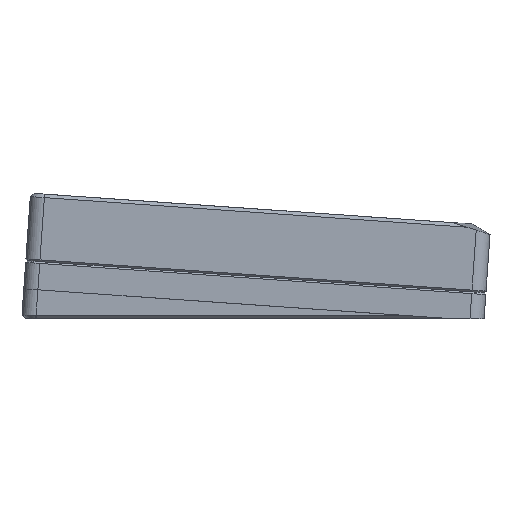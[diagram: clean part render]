
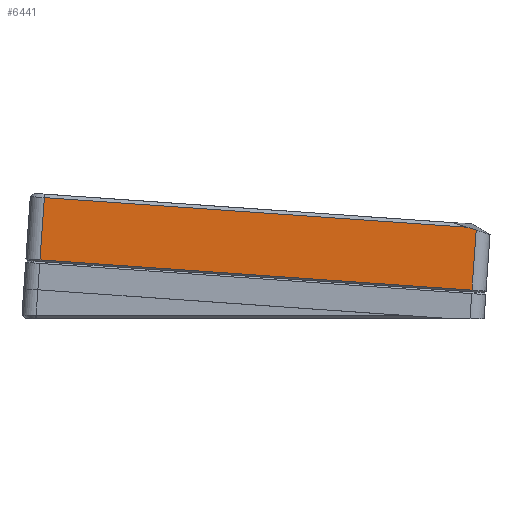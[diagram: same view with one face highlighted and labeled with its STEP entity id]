
A CAD part, left-side view. The second image highlights one B-rep face of the part: STEP entity #6441.
In plain terms, the highlighted planar face has unit normal (-1, 0, 0).
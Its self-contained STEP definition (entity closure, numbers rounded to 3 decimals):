
#314=PLANE('',#7045);
#666=FACE_OUTER_BOUND('',#1071,.T.);
#1071=EDGE_LOOP('',(#5803,#5804,#5805,#5806,#5807));
#1714=LINE('',#10796,#2379);
#1715=LINE('',#10850,#2380);
#1732=LINE('',#10944,#2397);
#1734=LINE('',#10950,#2399);
#1735=LINE('',#10951,#2400);
#2379=VECTOR('',#8777,10.);
#2380=VECTOR('',#8778,10.);
#2397=VECTOR('',#8825,10.);
#2399=VECTOR('',#8831,10.);
#2400=VECTOR('',#8832,10.);
#3232=VERTEX_POINT('',#10787);
#3233=VERTEX_POINT('',#10791);
#3234=VERTEX_POINT('',#10849);
#3240=VERTEX_POINT('',#10943);
#3242=VERTEX_POINT('',#10949);
#4092=EDGE_CURVE('',#3232,#3233,#1714,.T.);
#4093=EDGE_CURVE('',#3234,#3233,#1715,.T.);
#4112=EDGE_CURVE('',#3234,#3240,#1732,.T.);
#4115=EDGE_CURVE('',#3242,#3232,#1734,.T.);
#4116=EDGE_CURVE('',#3242,#3240,#1735,.T.);
#5803=ORIENTED_EDGE('',*,*,#4092,.F.);
#5804=ORIENTED_EDGE('',*,*,#4115,.F.);
#5805=ORIENTED_EDGE('',*,*,#4116,.T.);
#5806=ORIENTED_EDGE('',*,*,#4112,.F.);
#5807=ORIENTED_EDGE('',*,*,#4093,.T.);
#6441=ADVANCED_FACE('',(#666),#314,.T.);
#7045=AXIS2_PLACEMENT_3D('',#10948,#8829,#8830);
#8777=DIRECTION('',(0.,-0.998,-0.07));
#8778=DIRECTION('',(0.,0.951,0.31));
#8825=DIRECTION('',(0.,0.07,-0.998));
#8829=DIRECTION('center_axis',(-1.,0.,0.));
#8830=DIRECTION('ref_axis',(0.,-0.998,-0.07));
#8831=DIRECTION('',(0.,-0.07,0.998));
#8832=DIRECTION('',(0.,-0.998,-0.07));
#10787=CARTESIAN_POINT('',(-117.975,45.868,10.275));
#10791=CARTESIAN_POINT('',(-117.975,-44.025,3.989));
#10796=CARTESIAN_POINT('',(-117.975,22.896,8.668));
#10849=CARTESIAN_POINT('',(-117.975,-45.985,3.35));
#10850=CARTESIAN_POINT('',(-117.975,-5.725,16.46));
#10943=CARTESIAN_POINT('',(-117.975,-45.094,-9.393));
#10944=CARTESIAN_POINT('',(-117.975,-45.528,-3.184));
#10948=CARTESIAN_POINT('Origin',(-117.975,46.36,3.242));
#10949=CARTESIAN_POINT('',(-117.975,46.794,-2.968));
#10950=CARTESIAN_POINT('',(-117.975,46.36,3.242));
#10951=CARTESIAN_POINT('',(-117.975,23.822,-4.574));
